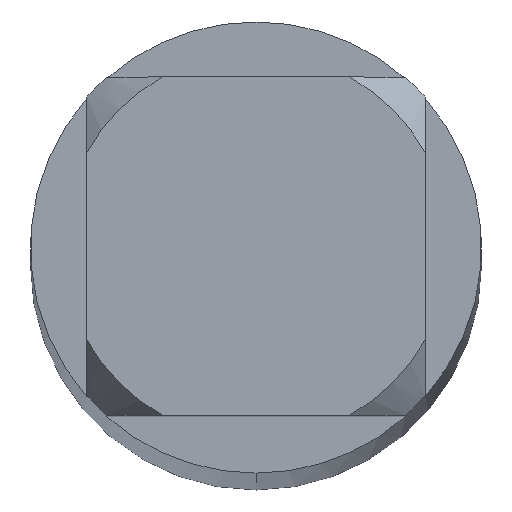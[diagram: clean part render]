
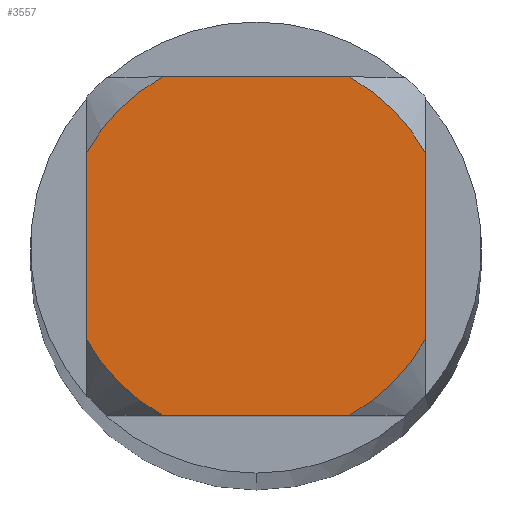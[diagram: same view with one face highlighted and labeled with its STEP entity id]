
A CAD part, top view. The second image highlights one B-rep face of the part: STEP entity #3557.
In plain terms, the highlighted planar face has unit normal (0, 0, 1).
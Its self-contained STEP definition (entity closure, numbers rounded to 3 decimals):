
#2037=VERTEX_POINT('',#5706);
#2387=EDGE_CURVE('',#5415,#2037,#6085,.T.);
#2497=EDGE_CURVE('',#4713,#3239,#6201,.T.);
#2863=EDGE_CURVE('',#5415,#3917,#6610,.T.);
#2941=EDGE_CURVE('',#4991,#3377,#6696,.T.);
#3239=VERTEX_POINT('',#7021);
#3247=EDGE_CURVE('',#4991,#3239,#7031,.T.);
#3319=VERTEX_POINT('',#7108);
#3377=VERTEX_POINT('',#7173);
#3557=ADVANCED_FACE('',(#7371),#7372,.T.);
#3707=EDGE_CURVE('',#4713,#3917,#7537,.T.);
#3917=VERTEX_POINT('',#7763);
#4665=EDGE_CURVE('',#3319,#3377,#8581,.T.);
#4713=VERTEX_POINT('',#8632);
#4991=VERTEX_POINT('',#8937);
#5355=EDGE_CURVE('',#3319,#2037,#9334,.T.);
#5415=VERTEX_POINT('',#9397);
#5706=CARTESIAN_POINT('',(-1.05,-0.581,0.0));
#6085=LINE('',#10734,#10735);
#6201=CIRCLE('',#10973,1.2);
#6610=CIRCLE('',#11864,1.2);
#6696=CIRCLE('',#12017,1.2);
#7021=CARTESIAN_POINT('',(1.05,0.581,0.0));
#7031=LINE('',#12722,#12723);
#7108=CARTESIAN_POINT('',(-0.581,-1.05,0.0));
#7173=CARTESIAN_POINT('',(0.581,-1.05,0.0));
#7371=FACE_OUTER_BOUND('',#13492,.T.);
#7372=PLANE('',#13493);
#7537=LINE('',#13888,#13889);
#7763=CARTESIAN_POINT('',(-0.581,1.05,0.0));
#8581=LINE('',#16214,#16215);
#8632=CARTESIAN_POINT('',(0.581,1.05,0.0));
#8937=CARTESIAN_POINT('',(1.05,-0.581,0.0));
#9334=CIRCLE('',#17797,1.2);
#9397=CARTESIAN_POINT('',(-1.05,0.581,0.0));
#10734=CARTESIAN_POINT('',(-1.05,0.3,0.0));
#10735=VECTOR('',#18621,1.0);
#10973=AXIS2_PLACEMENT_3D('',#18724,#18725,#18726);
#11864=AXIS2_PLACEMENT_3D('',#19215,#19216,#19217);
#12017=AXIS2_PLACEMENT_3D('',#19314,#19315,#19316);
#12722=CARTESIAN_POINT('',(1.05,0.3,0.0));
#12723=VECTOR('',#19690,1.0);
#13492=EDGE_LOOP('',(#20028,#20029,#20030,#20031,#20032,#20033,#20034,#20035));
#13493=AXIS2_PLACEMENT_3D('',#20036,#20037,#20038);
#13888=CARTESIAN_POINT('',(0.0,1.05,0.0));
#13889=VECTOR('',#20211,1.0);
#16214=CARTESIAN_POINT('',(0.0,-1.05,0.0));
#16215=VECTOR('',#21519,1.0);
#17797=AXIS2_PLACEMENT_3D('',#22480,#22481,#22482);
#18621=DIRECTION('',(-0.0,-1.0,0.0));
#18724=CARTESIAN_POINT('',(0.0,0.0,0.0));
#18725=DIRECTION('',(0.0,0.0,-1.0));
#18726=DIRECTION('',(0.0,1.0,0.0));
#19215=CARTESIAN_POINT('',(0.0,0.0,0.0));
#19216=DIRECTION('',(0.0,0.0,-1.0));
#19217=DIRECTION('',(0.0,1.0,0.0));
#19314=CARTESIAN_POINT('',(0.0,0.0,0.0));
#19315=DIRECTION('',(0.0,0.0,-1.0));
#19316=DIRECTION('',(0.0,1.0,0.0));
#19690=DIRECTION('',(-0.0,1.0,0.0));
#20028=ORIENTED_EDGE('',*,*,#2387,.T.);
#20029=ORIENTED_EDGE('',*,*,#5355,.F.);
#20030=ORIENTED_EDGE('',*,*,#4665,.T.);
#20031=ORIENTED_EDGE('',*,*,#2941,.F.);
#20032=ORIENTED_EDGE('',*,*,#3247,.T.);
#20033=ORIENTED_EDGE('',*,*,#2497,.F.);
#20034=ORIENTED_EDGE('',*,*,#3707,.T.);
#20035=ORIENTED_EDGE('',*,*,#2863,.F.);
#20036=CARTESIAN_POINT('',(0.0,0.6,0.0));
#20037=DIRECTION('',(-0.0,0.0,1.0));
#20038=DIRECTION('',(0.0,-1.0,0.0));
#20211=DIRECTION('',(-1.0,0.0,0.0));
#21519=DIRECTION('',(1.0,0.0,0.0));
#22480=CARTESIAN_POINT('',(0.0,0.0,0.0));
#22481=DIRECTION('',(0.0,0.0,-1.0));
#22482=DIRECTION('',(0.0,1.0,0.0));
